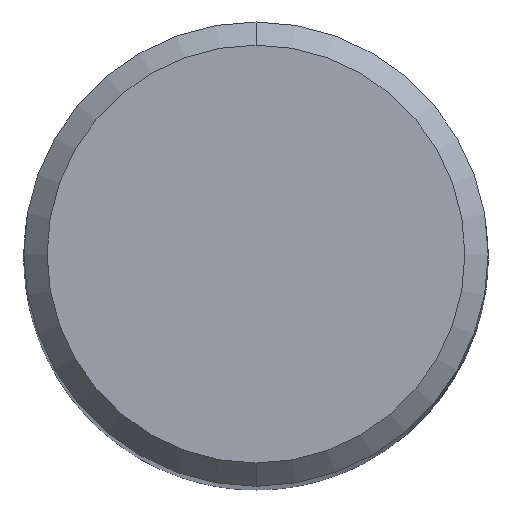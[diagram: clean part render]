
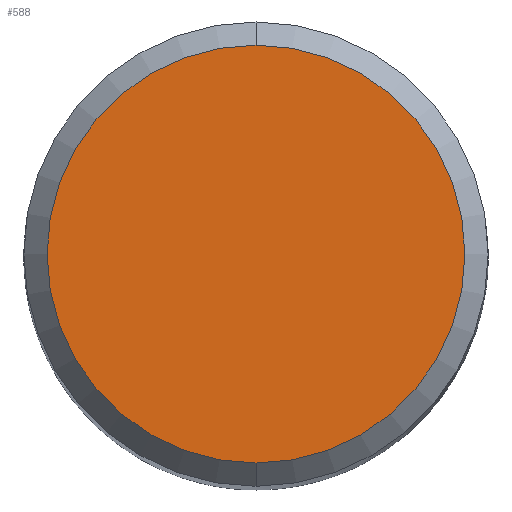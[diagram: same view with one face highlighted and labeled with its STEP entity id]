
A CAD part, top view. The second image highlights one B-rep face of the part: STEP entity #588.
In plain terms, the highlighted planar face has unit normal (0, 0, 1).
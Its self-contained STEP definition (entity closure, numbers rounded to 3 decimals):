
#400=EDGE_CURVE('',#490,#874,#1115,.T.);
#490=VERTEX_POINT('',#1212);
#588=ADVANCED_FACE('',(#1314),#1315,.T.);
#858=EDGE_CURVE('',#874,#490,#1610,.T.);
#874=VERTEX_POINT('',#1627);
#1115=CIRCLE('',#1891,4.5);
#1212=CARTESIAN_POINT('',(0.,-4.5,0.0));
#1314=FACE_OUTER_BOUND('',#2726,.T.);
#1315=PLANE('',#2727);
#1610=CIRCLE('',#4409,4.5);
#1627=CARTESIAN_POINT('',(0.0,4.5,0.0));
#1891=AXIS2_PLACEMENT_3D('',#5428,#5429,#5430);
#2726=EDGE_LOOP('',(#5602,#5603));
#2727=AXIS2_PLACEMENT_3D('',#5604,#5605,#5606);
#4409=AXIS2_PLACEMENT_3D('',#5938,#5939,#5940);
#5428=CARTESIAN_POINT('',(0.0,0.0,0.0));
#5429=DIRECTION('',(0.0,0.0,-1.0));
#5430=DIRECTION('',(0.0,1.0,0.0));
#5602=ORIENTED_EDGE('',*,*,#858,.F.);
#5603=ORIENTED_EDGE('',*,*,#400,.F.);
#5604=CARTESIAN_POINT('',(0.0,2.25,0.0));
#5605=DIRECTION('',(-0.0,0.0,1.0));
#5606=DIRECTION('',(0.0,-1.0,0.0));
#5938=CARTESIAN_POINT('',(0.0,0.0,0.0));
#5939=DIRECTION('',(0.0,0.0,-1.0));
#5940=DIRECTION('',(0.0,1.0,0.0));
